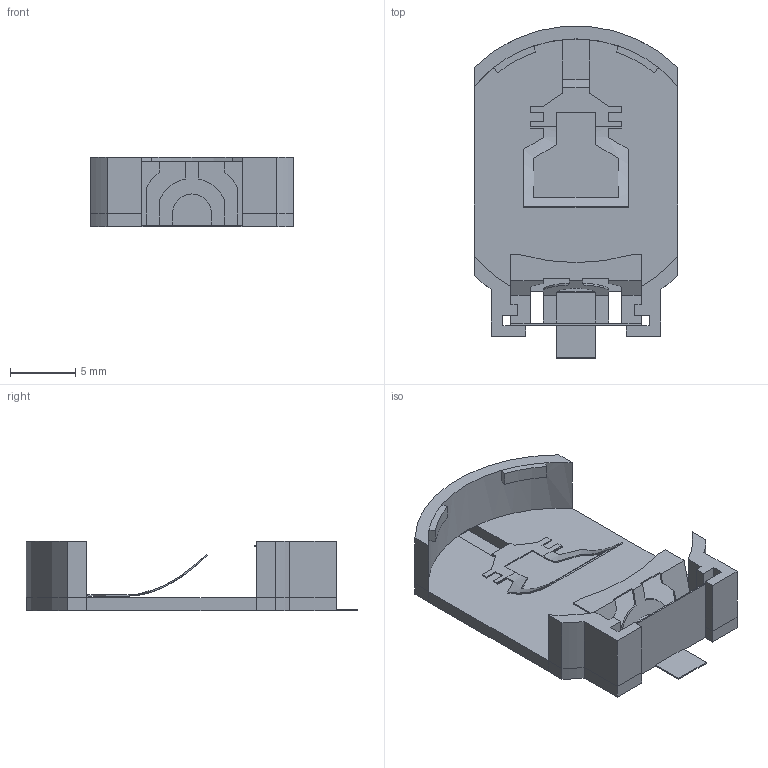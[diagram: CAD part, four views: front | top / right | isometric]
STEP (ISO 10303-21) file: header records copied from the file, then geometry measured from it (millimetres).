
FILE_DESCRIPTION(('FreeCAD Model'),'2;1');
FILE_NAME('Harwin_CR2032.step','2019-12-22T17:58:40',('kicad StepUp'),( 'ksu MCAD'),'Open CASCADE STEP processor 7.3','FreeCAD','Unknown');
FILE_SCHEMA(('AUTOMOTIVE_DESIGN { 1 0 10303 214 1 1 1 1 }'));
Length unit declared in the file: millimetre
Products named in the file (1): Harwin_CR2032
Bounding box: 15.6 x 25.45 x 5.3 mm (x, y, z)
Volume: 475.9 mm3; surface area: 1394.8 mm2
Topology: 3 solids, 3 shells, 185 faces, 511 edges, 322 vertices
Faces by surface type: plane 165, cylinder 18, extrusion 2
Entity records: 7162 total; most frequent: CARTESIAN_POINT 1177, ORIENTED_EDGE 1022, DIRECTION 898, EDGE_CURVE 511, VECTOR 428, LINE 426, VERTEX_POINT 322, AXIS2_PLACEMENT_3D 235
